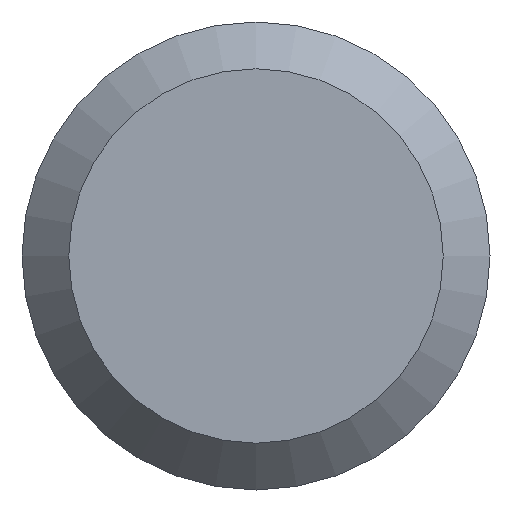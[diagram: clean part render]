
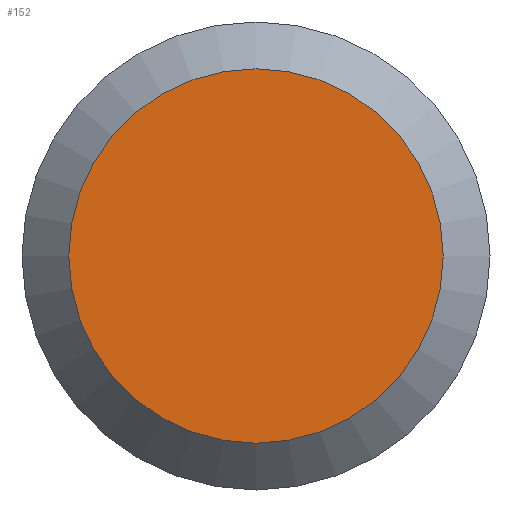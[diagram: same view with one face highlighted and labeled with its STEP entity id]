
A CAD part, left-side view. The second image highlights one B-rep face of the part: STEP entity #152.
In plain terms, the highlighted planar face has unit normal (-1, 0, 0).
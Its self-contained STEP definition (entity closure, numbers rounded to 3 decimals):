
#5 = EDGE_CURVE ( 'NONE', #113, #113, #59, .T. ) ;
#23 = DIRECTION ( 'NONE',  ( 1., 0., 0. ) ) ;
#31 = ORIENTED_EDGE ( 'NONE', *, *, #5, .F. ) ;
#33 = EDGE_LOOP ( 'NONE', ( #31 ) ) ;
#34 = DIRECTION ( 'NONE',  ( 0., 1., 0. ) ) ;
#35 = FACE_OUTER_BOUND ( 'NONE', #33, .T. ) ;
#59 = CIRCLE ( 'NONE', #98, 4. ) ;
#61 = CARTESIAN_POINT ( 'NONE',  ( -72., 4., 0. ) ) ;
#79 = DIRECTION ( 'NONE',  ( 0., 1., 0. ) ) ;
#94 = AXIS2_PLACEMENT_3D ( 'NONE', #193, #23, #34 ) ;
#98 = AXIS2_PLACEMENT_3D ( 'NONE', #158, #154, #79 ) ;
#100 = PLANE ( 'NONE',  #94 ) ;
#113 = VERTEX_POINT ( 'NONE', #61 ) ;
#152 = ADVANCED_FACE ( 'NONE', ( #35 ), #100, .F. ) ;
#154 = DIRECTION ( 'NONE',  ( 1., 0., 0. ) ) ;
#158 = CARTESIAN_POINT ( 'NONE',  ( -72., 0., 0. ) ) ;
#193 = CARTESIAN_POINT ( 'NONE',  ( -72., 0., 0. ) ) ;
